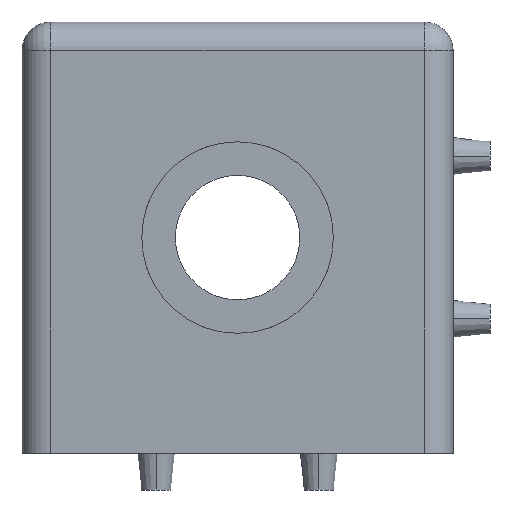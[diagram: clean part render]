
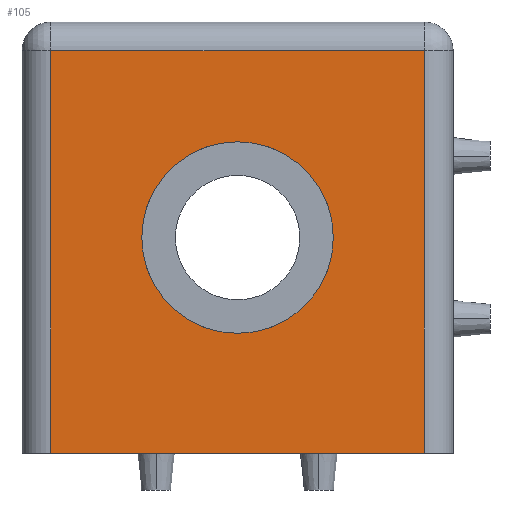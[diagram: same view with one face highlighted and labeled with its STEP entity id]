
A CAD part, left-side view. The second image highlights one B-rep face of the part: STEP entity #105.
In plain terms, the highlighted planar face has unit normal (-1, 0, 0).
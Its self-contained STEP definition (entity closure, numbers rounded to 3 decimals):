
#92 = ORIENTED_EDGE ( 'NONE', *, *, #2357, .T. ) ;
#99 = EDGE_CURVE ( 'NONE', #2349, #1255, #1731, .T. ) ;
#100 = EDGE_CURVE ( 'NONE', #1582, #1583, #1730, .T. ) ;
#105 = ADVANCED_FACE ( 'NONE', ( #1694, #1734 ), #1743, .F. ) ;
#106 = ORIENTED_EDGE ( 'NONE', *, *, #2350, .T. ) ;
#107 = EDGE_LOOP ( 'NONE', ( #109, #108 ) ) ;
#108 = ORIENTED_EDGE ( 'NONE', *, *, #1584, .F. ) ;
#109 = ORIENTED_EDGE ( 'NONE', *, *, #100, .F. ) ;
#653 = DIRECTION ( 'NONE',  ( 0., 0., 1. ) ) ;
#654 = DIRECTION ( 'NONE',  ( -1., 0., 0. ) ) ;
#655 = AXIS2_PLACEMENT_3D ( 'NONE', #663, #654, #653 ) ;
#662 = CARTESIAN_POINT ( 'NONE',  ( -22.5, 0., 32.5 ) ) ;
#663 = CARTESIAN_POINT ( 'NONE',  ( -22.5, 0., 22.5 ) ) ;
#664 = CARTESIAN_POINT ( 'NONE',  ( -22.5, 0., 12.5 ) ) ;
#676 = CIRCLE ( 'NONE', #655, 10. ) ;
#686 = DIRECTION ( 'NONE',  ( 0., -1., 0. ) ) ;
#687 = VECTOR ( 'NONE', #686, 1000. ) ;
#688 = LINE ( 'NONE', #701, #687 ) ;
#701 = CARTESIAN_POINT ( 'NONE',  ( -22.5, -22.5, 0. ) ) ;
#778 = CARTESIAN_POINT ( 'NONE',  ( -22.5, 19.5, 42. ) ) ;
#810 = DIRECTION ( 'NONE',  ( 0., 1., 0. ) ) ;
#811 = VECTOR ( 'NONE', #810, 1000. ) ;
#812 = CARTESIAN_POINT ( 'NONE',  ( -22.5, 22.5, 42. ) ) ;
#813 = LINE ( 'NONE', #812, #811 ) ;
#828 = CARTESIAN_POINT ( 'NONE',  ( -22.5, -19.5, 42. ) ) ;
#851 = DIRECTION ( 'NONE',  ( 0., 0., 1. ) ) ;
#852 = VECTOR ( 'NONE', #851, 1000. ) ;
#853 = LINE ( 'NONE', #856, #852 ) ;
#856 = CARTESIAN_POINT ( 'NONE',  ( -22.5, -19.5, 45. ) ) ;
#1228 = VERTEX_POINT ( 'NONE', #2215 ) ;
#1255 = VERTEX_POINT ( 'NONE', #2260 ) ;
#1582 = VERTEX_POINT ( 'NONE', #662 ) ;
#1583 = VERTEX_POINT ( 'NONE', #664 ) ;
#1584 = EDGE_CURVE ( 'NONE', #1583, #1582, #676, .T. ) ;
#1692 = AXIS2_PLACEMENT_3D ( 'NONE', #1732, #1719, #1718 ) ;
#1694 = FACE_BOUND ( 'NONE', #107, .T. ) ;
#1718 = DIRECTION ( 'NONE',  ( 0., 0., 1. ) ) ;
#1719 = DIRECTION ( 'NONE',  ( -1., 0., 0. ) ) ;
#1720 = AXIS2_PLACEMENT_3D ( 'NONE', #1776, #1775, #1774 ) ;
#1721 = DIRECTION ( 'NONE',  ( 0., 0., -1. ) ) ;
#1722 = VECTOR ( 'NONE', #1721, 1000. ) ;
#1730 = CIRCLE ( 'NONE', #1692, 10. ) ;
#1731 = LINE ( 'NONE', #1739, #1722 ) ;
#1732 = CARTESIAN_POINT ( 'NONE',  ( -22.5, 0., 22.5 ) ) ;
#1734 = FACE_OUTER_BOUND ( 'NONE', #2351, .T. ) ;
#1739 = CARTESIAN_POINT ( 'NONE',  ( -22.5, 19.5, 45. ) ) ;
#1743 = PLANE ( 'NONE',  #1720 ) ;
#1774 = DIRECTION ( 'NONE',  ( 0., 0., -1. ) ) ;
#1775 = DIRECTION ( 'NONE',  ( 1., 0., 0. ) ) ;
#1776 = CARTESIAN_POINT ( 'NONE',  ( -22.5, -22.5, 45. ) ) ;
#2215 = CARTESIAN_POINT ( 'NONE',  ( -22.5, -19.5, 0. ) ) ;
#2260 = CARTESIAN_POINT ( 'NONE',  ( -22.5, 19.5, 0. ) ) ;
#2300 = EDGE_CURVE ( 'NONE', #1255, #1228, #688, .T. ) ;
#2349 = VERTEX_POINT ( 'NONE', #778 ) ;
#2350 = EDGE_CURVE ( 'NONE', #2375, #2349, #813, .T. ) ;
#2351 = EDGE_LOOP ( 'NONE', ( #106, #2352, #2376, #92 ) ) ;
#2352 = ORIENTED_EDGE ( 'NONE', *, *, #99, .T. ) ;
#2357 = EDGE_CURVE ( 'NONE', #1228, #2375, #853, .T. ) ;
#2375 = VERTEX_POINT ( 'NONE', #828 ) ;
#2376 = ORIENTED_EDGE ( 'NONE', *, *, #2300, .T. ) ;
